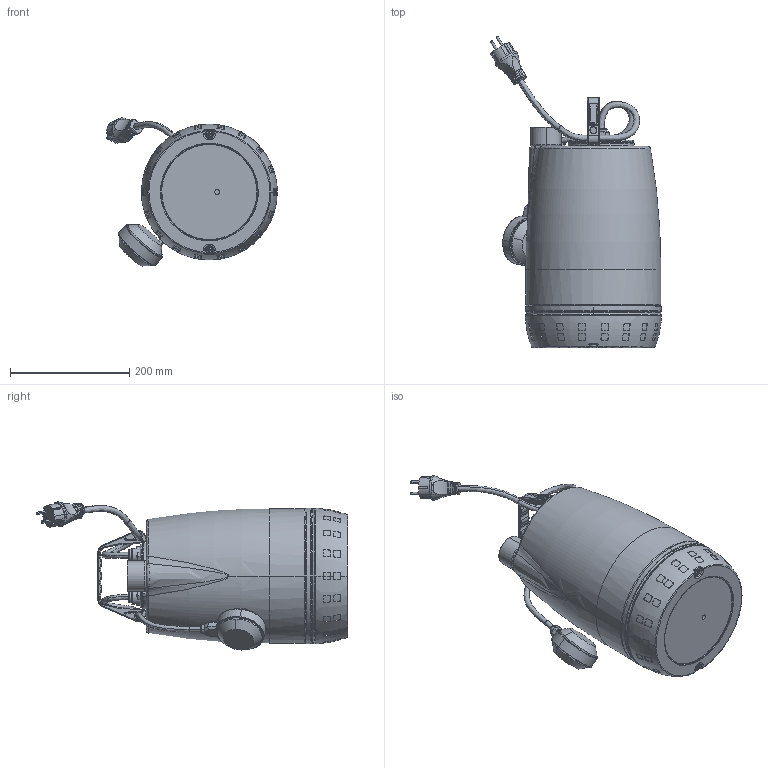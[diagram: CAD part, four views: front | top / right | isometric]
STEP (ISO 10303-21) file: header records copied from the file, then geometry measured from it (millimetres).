
FILE_DESCRIPTION (( 'STEP AP203' ), '1' );
FILE_NAME ('4_93_601_08_REV00.step', '2023-06-14T14:51:59', ( '' ), ( '' ), 'SwSTEP 2.0', 'SolidWorks 2020', '' );
FILE_SCHEMA (( 'CONFIG_CONTROL_DESIGN' ));
Length unit declared in the file: millimetre
Products named in the file (3): 4_93_601_08_REV00^4_93_601_08_REV00; Copia di Coperchio monofase^4_93_601_08_REV00; 4_93_601_08_REV00
Assembly tree (2 placements, depth 2):
  4_93_601_08_REV00
    4_93_601_08_REV00^4_93_601_08_REV00
    Copia di Coperchio monofase^4_93_601_08_REV00
Bounding box: 286.33 x 522.85 x 248.52 mm (x, y, z)
Volume: 13648565.4 mm3; surface area: 541368.1 mm2
Topology: 24 solids, 24 shells, 1902 faces, 4867 edges, 3016 vertices
Faces by surface type: cylinder 648, plane 639, bspline 449, cone 76, torus 62, sphere 28
Entity records: 121108 total; most frequent: CARTESIAN_POINT 80294, ORIENTED_EDGE 9622, DIRECTION 6385, EDGE_CURVE 4811, VERTEX_POINT 3016, AXIS2_PLACEMENT_3D 2263, B_SPLINE_CURVE_WITH_KNOTS 2081, EDGE_LOOP 1997
